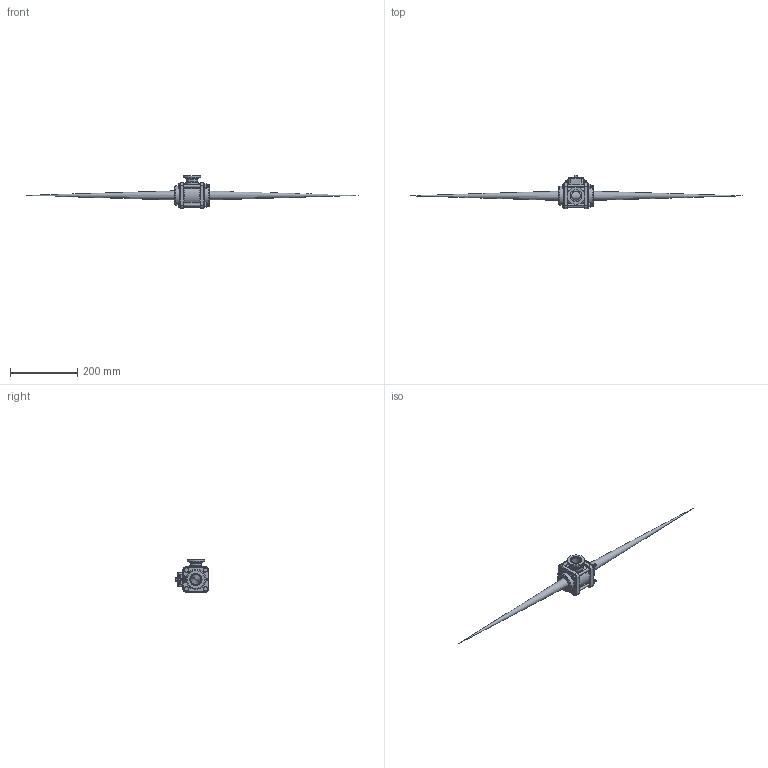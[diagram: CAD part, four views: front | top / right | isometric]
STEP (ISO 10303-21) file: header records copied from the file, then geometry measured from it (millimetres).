
FILE_DESCRIPTION(/* description */ ('EVX 1" NPT SL BOLTED VALVE ONLY'),/* implementation_level */ '2;1');
FILE_NAME(/* name */ 'EVX100SLX.stp',/* time_stamp */ '2019-09-23T14:49:28-04:00',/* author */ ('CPM'),/* organization */ (''),/* preprocessor_version */ 'ST-DEVELOPER v17.2',/* originating_system */ 'Autodesk Inventor 2019',/* authorisation */ '');
FILE_SCHEMA (('AUTOMOTIVE_DESIGN { 1 0 10303 214 3 1 1 }'));
Length unit declared in the file: inch
Products named in the file (13): EVX100SLX; MEVX10354AS; MEVX10354ASX; VE10355; VE10257A; V10257X; VE10264; V10117; V10118; V10119; VE10258A; EVP20151A; AQ206V
Assembly tree (24 placements, depth 3):
  EVX100SLX
    MEVX10354AS
      MEVX10354ASX
    VE10355
    VE10257A  x2
      V10257X
    VE10264  x2
    V10117  x4
    V10118  x4
    V10119  x4
    VE10258A  x2
    EVP20151A
    AQ206V
Bounding box: 984.79 x 98.88 x 96.52 mm (x, y, z)
Volume: 350013.9 mm3; surface area: 226524.5 mm2
Topology: 22 solids, 22 shells, 1547 faces, 3634 edges, 2180 vertices
Faces by surface type: cylinder 530, cone 447, plane 362, bspline 101, torus 85, sphere 22
Full cylindrical faces by diameter (mm): 3.429 x4, 6.604 x2, 8.89 x8, 13.665 x1, 19.177 x2, 19.304 x1, 25.4 x1, 25.908 x9, 34.036 x1, 35.052 x1, 37.973 x2, 38.1 x2, 41.148 x1, 51.816 x1, 53.848 x1, 53.95 x2, 56.896 x2, 60.325 x2, 62.992 x2, 63.5 x2
Entity records: 27963 total; most frequent: CARTESIAN_POINT 11152, ORIENTED_EDGE 3426, DIRECTION 3382, EDGE_CURVE 1713, AXIS2_PLACEMENT_3D 1326, VERTEX_POINT 1065, EDGE_LOOP 774, LINE 730
